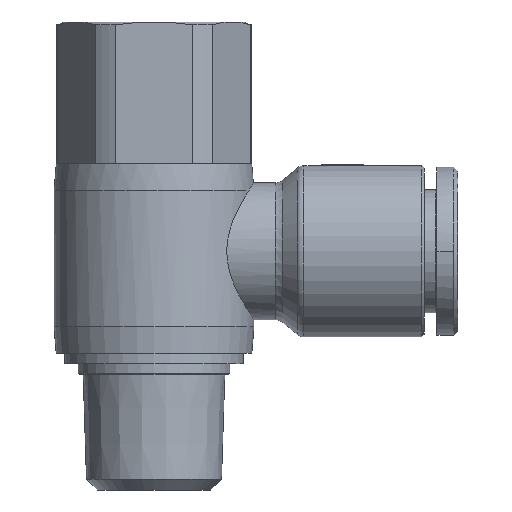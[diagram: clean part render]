
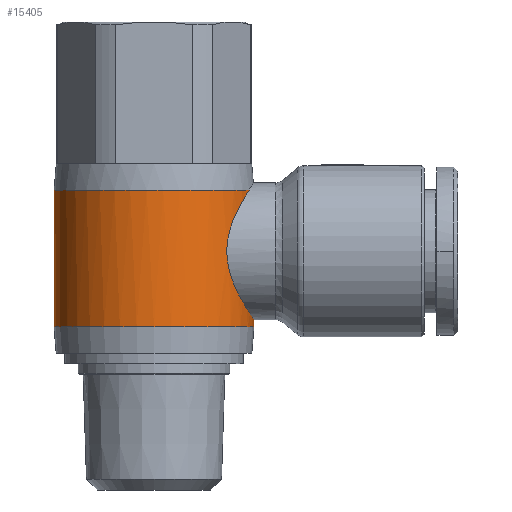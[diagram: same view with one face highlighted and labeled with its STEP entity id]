
A CAD part, front view. The second image highlights one B-rep face of the part: STEP entity #15405.
In plain terms, the highlighted cylindrical face has radius 9.5 mm (diameter 19 mm), a partial arc.
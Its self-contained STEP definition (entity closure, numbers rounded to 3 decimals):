
#164=CARTESIAN_POINT('',(14.4,0.,5.8));
#165=VERTEX_POINT('',#164);
#198=CARTESIAN_POINT('',(-4.6,0.,-7.2));
#199=VERTEX_POINT('',#198);
#215=CARTESIAN_POINT('',(14.4,0.,-7.2));
#216=VERTEX_POINT('',#215);
#238=CARTESIAN_POINT('',(-4.6,0.,-6.5));
#239=VERTEX_POINT('',#238);
#240=CARTESIAN_POINT('',(-4.6,0.,-7.2));
#241=DIRECTION('',(0.0,0.0,1.0));
#242=VECTOR('',#241,0.7);
#243=LINE('',#240,#242);
#244=EDGE_CURVE('',#199,#239,#243,.T.);
#247=CARTESIAN_POINT('',(14.4,0.,5.8));
#248=DIRECTION('',(0.0,0.0,-1.0));
#249=VECTOR('',#248,13.0);
#250=LINE('',#247,#249);
#251=EDGE_CURVE('',#165,#216,#250,.T.);
#15170=CARTESIAN_POINT('',(-4.135,2.934,5.8));
#15171=VERTEX_POINT('',#15170);
#15183=CARTESIAN_POINT('',(-4.135,2.934,5.8));
#15184=CARTESIAN_POINT('',(-4.054,3.185,5.673));
#15185=CARTESIAN_POINT('',(-3.964,3.426,5.531));
#15186=CARTESIAN_POINT('',(-3.725,4.001,5.14));
#15187=CARTESIAN_POINT('',(-3.568,4.317,4.875));
#15188=CARTESIAN_POINT('',(-3.258,4.879,4.314));
#15189=CARTESIAN_POINT('',(-3.092,5.144,3.995));
#15190=CARTESIAN_POINT('',(-2.768,5.615,3.301));
#15191=CARTESIAN_POINT('',(-2.611,5.821,2.925));
#15192=CARTESIAN_POINT('',(-2.339,6.155,2.132));
#15193=CARTESIAN_POINT('',(-2.225,6.285,1.716));
#15194=CARTESIAN_POINT('',(-2.069,6.457,0.864));
#15195=CARTESIAN_POINT('',(-2.028,6.5,0.429));
#15196=CARTESIAN_POINT('',(-2.028,6.5,0.));
#15197=CARTESIAN_POINT('',(-2.028,6.5,-0.429));
#15198=CARTESIAN_POINT('',(-2.069,6.457,-0.864));
#15199=CARTESIAN_POINT('',(-2.225,6.285,-1.716));
#15200=CARTESIAN_POINT('',(-2.339,6.155,-2.132));
#15201=CARTESIAN_POINT('',(-2.611,5.821,-2.925));
#15202=CARTESIAN_POINT('',(-2.768,5.615,-3.301));
#15203=CARTESIAN_POINT('',(-3.092,5.144,-3.995));
#15204=CARTESIAN_POINT('',(-3.258,4.879,-4.314));
#15205=CARTESIAN_POINT('',(-3.568,4.317,-4.875));
#15206=CARTESIAN_POINT('',(-3.725,4.001,-5.14));
#15207=CARTESIAN_POINT('',(-4.014,3.306,-5.612));
#15208=CARTESIAN_POINT('',(-4.147,2.928,-5.819));
#15209=CARTESIAN_POINT('',(-4.367,2.13,-6.156));
#15210=CARTESIAN_POINT('',(-4.455,1.711,-6.286));
#15211=CARTESIAN_POINT('',(-4.571,0.857,-6.458));
#15212=CARTESIAN_POINT('',(-4.6,0.424,-6.5));
#15213=CARTESIAN_POINT('',(-4.6,0.,-6.5));
#15214=B_SPLINE_CURVE_WITH_KNOTS('',3,(#15183,#15184,#15185,#15186,#15187,#15188,#15189,#15190,#15191,#15192,#15193,#15194,#15195,#15196,#15197,#15198,#15199,#15200,#15201,#15202,#15203,#15204,#15205,#15206,#15207,#15208,#15209,#15210,#15211,#15212,#15213),.UNSPECIFIED.,.F.,.U.,(4,2,2,2,2,2,3,2,2,2,2,2,2,2,4),(-7.251,-6.419,-5.148,-3.861,-2.574,-1.287,0.0,1.287,2.574,3.861,5.148,6.419,7.69,8.96,10.231),.UNSPECIFIED.);
#15215=EDGE_CURVE('',#15171,#239,#15214,.T.);
#15381=CARTESIAN_POINT('',(4.9,0.,-0.7));
#15382=DIRECTION('',(0.,0.,1.0));
#15383=DIRECTION('',(-1.0,0.0,0.0));
#15384=AXIS2_PLACEMENT_3D('',#15381,#15382,#15383);
#15385=CYLINDRICAL_SURFACE('',#15384,9.5);
#15386=ORIENTED_EDGE('',*,*,#244,.T.);
#15387=ORIENTED_EDGE('',*,*,#15215,.F.);
#15388=CARTESIAN_POINT('',(4.9,0.,5.8));
#15389=DIRECTION('',(0.0,0.0,1.0));
#15390=DIRECTION('',(-1.0,0.0,0.0));
#15391=AXIS2_PLACEMENT_3D('',#15388,#15389,#15390);
#15392=CIRCLE('',#15391,9.5);
#15393=EDGE_CURVE('',#165,#15171,#15392,.T.);
#15394=ORIENTED_EDGE('',*,*,#15393,.F.);
#15395=ORIENTED_EDGE('',*,*,#251,.T.);
#15396=CARTESIAN_POINT('',(4.9,0.,-7.2));
#15397=DIRECTION('',(0.0,0.0,1.0));
#15398=DIRECTION('',(-1.0,0.0,0.0));
#15399=AXIS2_PLACEMENT_3D('',#15396,#15397,#15398);
#15400=CIRCLE('',#15399,9.5);
#15401=EDGE_CURVE('',#216,#199,#15400,.T.);
#15402=ORIENTED_EDGE('',*,*,#15401,.T.);
#15403=EDGE_LOOP('',(#15386,#15387,#15394,#15395,#15402));
#15404=FACE_OUTER_BOUND('',#15403,.T.);
#15405=ADVANCED_FACE('',(#15404),#15385,.T.);
